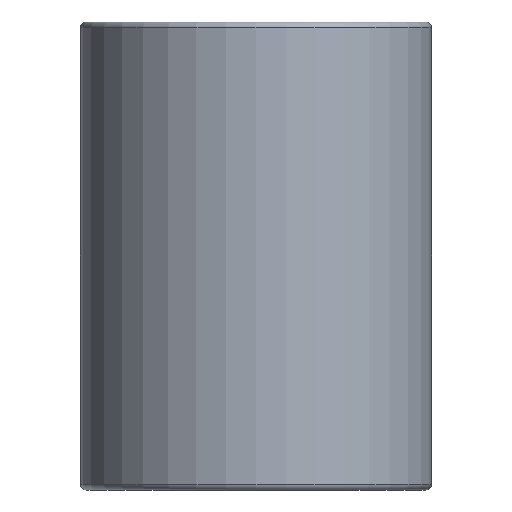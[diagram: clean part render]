
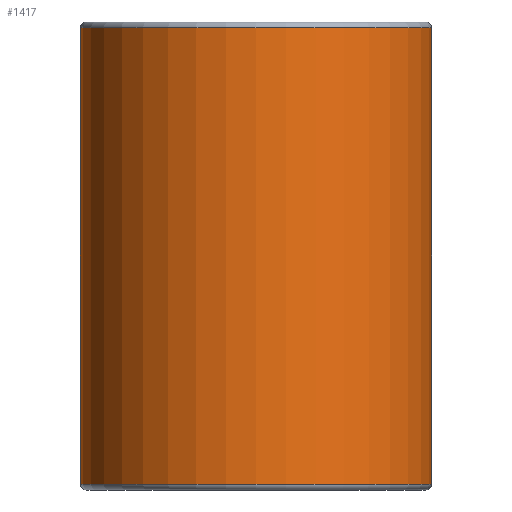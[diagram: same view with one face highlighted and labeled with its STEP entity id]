
A CAD part, front view. The second image highlights one B-rep face of the part: STEP entity #1417.
In plain terms, the highlighted cylindrical face has radius 6 mm (diameter 12 mm), a partial arc.
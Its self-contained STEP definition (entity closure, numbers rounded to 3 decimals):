
#185 = CARTESIAN_POINT ( 'NONE',  ( -6., 0., 15.8 ) ) ;
#545 = CARTESIAN_POINT ( 'NONE',  ( 6., 0., 16. ) ) ;
#979 = VERTEX_POINT ( 'NONE', #5732 ) ;
#1110 = AXIS2_PLACEMENT_3D ( 'NONE', #10153, #10326, #2328 ) ;
#1268 = EDGE_CURVE ( 'NONE', #2049, #6379, #8046, .T. ) ;
#1417 = ADVANCED_FACE ( 'NONE', ( #7261 ), #5685, .T. ) ;
#1995 = LINE ( 'NONE', #3705, #4479 ) ;
#2049 = VERTEX_POINT ( 'NONE', #8327 ) ;
#2169 = DIRECTION ( 'NONE',  ( 0., 0., 1. ) ) ;
#2328 = DIRECTION ( 'NONE',  ( 1., 0., 0. ) ) ;
#2479 = AXIS2_PLACEMENT_3D ( 'NONE', #10925, #2925, #10749 ) ;
#2925 = DIRECTION ( 'NONE',  ( 0., 0., -1. ) ) ;
#2935 = DIRECTION ( 'NONE',  ( 0., 0., -1. ) ) ;
#3171 = ORIENTED_EDGE ( 'NONE', *, *, #1268, .T. ) ;
#3335 = VECTOR ( 'NONE', #7580, 1000. ) ;
#3705 = CARTESIAN_POINT ( 'NONE',  ( -6., 0., 16. ) ) ;
#3943 = CARTESIAN_POINT ( 'NONE',  ( 0., 0., 0.2 ) ) ;
#4151 = EDGE_CURVE ( 'NONE', #2049, #979, #4189, .T. ) ;
#4189 = LINE ( 'NONE', #545, #3335 ) ;
#4479 = VECTOR ( 'NONE', #2935, 1000. ) ;
#5685 = CYLINDRICAL_SURFACE ( 'NONE', #2479, 6. ) ;
#5732 = CARTESIAN_POINT ( 'NONE',  ( 6., 0., 0.2 ) ) ;
#6379 = VERTEX_POINT ( 'NONE', #185 ) ;
#6630 = VERTEX_POINT ( 'NONE', #10892 ) ;
#7028 = EDGE_LOOP ( 'NONE', ( #9350, #3171, #8547, #7566 ) ) ;
#7261 = FACE_OUTER_BOUND ( 'NONE', #7028, .T. ) ;
#7566 = ORIENTED_EDGE ( 'NONE', *, *, #11566, .T. ) ;
#7580 = DIRECTION ( 'NONE',  ( 0., 0., -1. ) ) ;
#8046 = CIRCLE ( 'NONE', #1110, 6. ) ;
#8327 = CARTESIAN_POINT ( 'NONE',  ( 6., 0., 15.8 ) ) ;
#8547 = ORIENTED_EDGE ( 'NONE', *, *, #10633, .T. ) ;
#9350 = ORIENTED_EDGE ( 'NONE', *, *, #4151, .F. ) ;
#10049 = CIRCLE ( 'NONE', #11364, 6. ) ;
#10153 = CARTESIAN_POINT ( 'NONE',  ( 0., 0., 15.8 ) ) ;
#10326 = DIRECTION ( 'NONE',  ( 0., 0., -1. ) ) ;
#10633 = EDGE_CURVE ( 'NONE', #6379, #6630, #1995, .T. ) ;
#10749 = DIRECTION ( 'NONE',  ( -1., 0., 0. ) ) ;
#10892 = CARTESIAN_POINT ( 'NONE',  ( -6., 0., 0.2 ) ) ;
#10925 = CARTESIAN_POINT ( 'NONE',  ( 0., 0., 16. ) ) ;
#11364 = AXIS2_PLACEMENT_3D ( 'NONE', #3943, #2169, #11381 ) ;
#11381 = DIRECTION ( 'NONE',  ( 1., 0., 0. ) ) ;
#11566 = EDGE_CURVE ( 'NONE', #6630, #979, #10049, .T. ) ;
